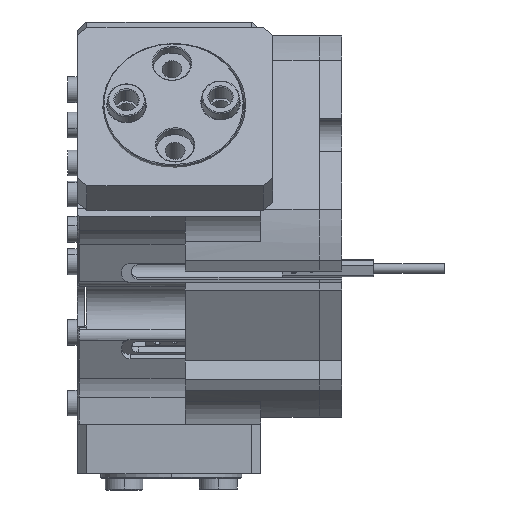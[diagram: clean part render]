
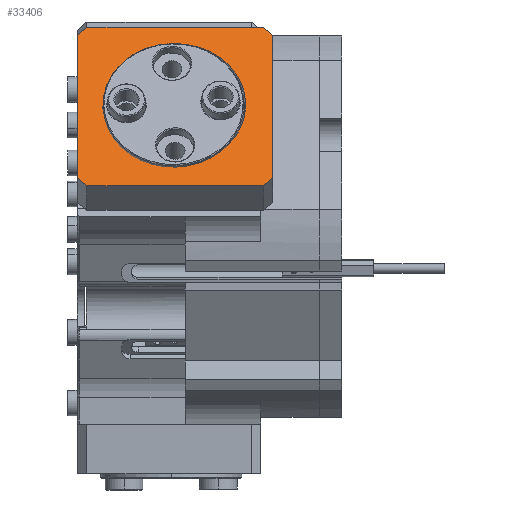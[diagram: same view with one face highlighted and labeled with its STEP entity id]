
A CAD part, left-side view. The second image highlights one B-rep face of the part: STEP entity #33406.
In plain terms, the highlighted face is planar.
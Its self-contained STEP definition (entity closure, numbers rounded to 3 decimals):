
#542 = CARTESIAN_POINT ( 'NONE',  ( 0., -0.45, 10.5 ) ) ;
#1216 = AXIS2_PLACEMENT_3D ( 'NONE', #45342, #23081, #8201 ) ;
#1436 = VECTOR ( 'NONE', #20229, 1000. ) ;
#1857 = VECTOR ( 'NONE', #26034, 1000. ) ;
#2554 = CARTESIAN_POINT ( 'NONE',  ( -20.75, -17.45, 10.5 ) ) ;
#3256 = CARTESIAN_POINT ( 'NONE',  ( -18.75, 19.45, 10.5 ) ) ;
#3354 = AXIS2_PLACEMENT_3D ( 'NONE', #6499, #43655, #40165 ) ;
#3599 = LINE ( 'NONE', #6914, #15261 ) ;
#4730 = ORIENTED_EDGE ( 'NONE', *, *, #5883, .T. ) ;
#5883 = EDGE_CURVE ( 'NONE', #10603, #43869, #8022, .T. ) ;
#6071 = CIRCLE ( 'NONE', #1216, 15. ) ;
#6100 = DIRECTION ( 'NONE',  ( -1., 0., 0. ) ) ;
#6259 = CARTESIAN_POINT ( 'NONE',  ( -15., -0.45, 10.5 ) ) ;
#6499 = CARTESIAN_POINT ( 'NONE',  ( 0., 0., 10.5 ) ) ;
#6914 = CARTESIAN_POINT ( 'NONE',  ( -18.75, -19.45, 10.5 ) ) ;
#7559 = ORIENTED_EDGE ( 'NONE', *, *, #19326, .T. ) ;
#8022 = LINE ( 'NONE', #37014, #35519 ) ;
#8201 = DIRECTION ( 'NONE',  ( -1., 0., 0. ) ) ;
#8685 = ORIENTED_EDGE ( 'NONE', *, *, #30270, .T. ) ;
#9018 = CIRCLE ( 'NONE', #31059, 15. ) ;
#9046 = CARTESIAN_POINT ( 'NONE',  ( 18.75, 19.45, 10.5 ) ) ;
#9252 = VERTEX_POINT ( 'NONE', #25007 ) ;
#9426 = ORIENTED_EDGE ( 'NONE', *, *, #47436, .T. ) ;
#9516 = ORIENTED_EDGE ( 'NONE', *, *, #10594, .F. ) ;
#10594 = EDGE_CURVE ( 'NONE', #44848, #24578, #6071, .T. ) ;
#10603 = VERTEX_POINT ( 'NONE', #33713 ) ;
#10917 = ORIENTED_EDGE ( 'NONE', *, *, #44636, .T. ) ;
#11046 = ORIENTED_EDGE ( 'NONE', *, *, #28991, .T. ) ;
#11179 = CARTESIAN_POINT ( 'NONE',  ( 20.75, -17.45, 10.5 ) ) ;
#12526 = CARTESIAN_POINT ( 'NONE',  ( 20.75, -19.45, 10.5 ) ) ;
#13061 = EDGE_LOOP ( 'NONE', ( #28682, #9516 ) ) ;
#13541 = LINE ( 'NONE', #24695, #30546 ) ;
#14999 = CARTESIAN_POINT ( 'NONE',  ( 18.75, -19.45, 10.5 ) ) ;
#15261 = VECTOR ( 'NONE', #25366, 1000. ) ;
#16462 = FACE_OUTER_BOUND ( 'NONE', #23907, .T. ) ;
#16719 = DIRECTION ( 'NONE',  ( -0.707, 0.707, 0. ) ) ;
#17683 = EDGE_CURVE ( 'NONE', #35618, #9252, #13541, .T. ) ;
#19326 = EDGE_CURVE ( 'NONE', #37669, #10603, #3599, .T. ) ;
#19839 = VERTEX_POINT ( 'NONE', #36918 ) ;
#20229 = DIRECTION ( 'NONE',  ( 0., 1., 0. ) ) ;
#21022 = LINE ( 'NONE', #37610, #30368 ) ;
#22472 = VERTEX_POINT ( 'NONE', #30350 ) ;
#22914 = VECTOR ( 'NONE', #16719, 1000. ) ;
#23081 = DIRECTION ( 'NONE',  ( 0., 0., 1. ) ) ;
#23785 = EDGE_CURVE ( 'NONE', #24954, #22472, #41226, .T. ) ;
#23907 = EDGE_LOOP ( 'NONE', ( #4730, #9426, #39015, #11046, #10917, #43172, #8685, #7559 ) ) ;
#24578 = VERTEX_POINT ( 'NONE', #38528 ) ;
#24688 = LINE ( 'NONE', #9046, #22914 ) ;
#24695 = CARTESIAN_POINT ( 'NONE',  ( -20.75, 17.45, 10.5 ) ) ;
#24954 = VERTEX_POINT ( 'NONE', #11179 ) ;
#25007 = CARTESIAN_POINT ( 'NONE',  ( -20.75, 17.45, 10.5 ) ) ;
#25366 = DIRECTION ( 'NONE',  ( 0.707, -0.707, 0. ) ) ;
#26004 = DIRECTION ( 'NONE',  ( 0., -1., 0. ) ) ;
#26034 = DIRECTION ( 'NONE',  ( 0.707, 0.707, 0. ) ) ;
#26060 = VECTOR ( 'NONE', #6100, 1000. ) ;
#28305 = CARTESIAN_POINT ( 'NONE',  ( -20.75, 19.45, 10.5 ) ) ;
#28682 = ORIENTED_EDGE ( 'NONE', *, *, #38530, .F. ) ;
#28991 = EDGE_CURVE ( 'NONE', #22472, #19839, #24688, .T. ) ;
#30270 = EDGE_CURVE ( 'NONE', #9252, #37669, #21022, .T. ) ;
#30350 = CARTESIAN_POINT ( 'NONE',  ( 20.75, 17.45, 10.5 ) ) ;
#30368 = VECTOR ( 'NONE', #26004, 1000. ) ;
#30546 = VECTOR ( 'NONE', #46471, 1000. ) ;
#31059 = AXIS2_PLACEMENT_3D ( 'NONE', #542, #34548, #34070 ) ;
#32819 = PLANE ( 'NONE',  #3354 ) ;
#33406 = ADVANCED_FACE ( 'NONE', ( #46327, #16462 ), #32819, .F. ) ;
#33713 = CARTESIAN_POINT ( 'NONE',  ( -18.75, -19.45, 10.5 ) ) ;
#34070 = DIRECTION ( 'NONE',  ( -1., 0., 0. ) ) ;
#34548 = DIRECTION ( 'NONE',  ( 0., 0., 1. ) ) ;
#35519 = VECTOR ( 'NONE', #46057, 1000. ) ;
#35618 = VERTEX_POINT ( 'NONE', #3256 ) ;
#36009 = LINE ( 'NONE', #28305, #26060 ) ;
#36918 = CARTESIAN_POINT ( 'NONE',  ( 18.75, 19.45, 10.5 ) ) ;
#37014 = CARTESIAN_POINT ( 'NONE',  ( -20.75, -19.45, 10.5 ) ) ;
#37610 = CARTESIAN_POINT ( 'NONE',  ( -20.75, -19.45, 10.5 ) ) ;
#37669 = VERTEX_POINT ( 'NONE', #2554 ) ;
#38121 = LINE ( 'NONE', #45020, #1857 ) ;
#38528 = CARTESIAN_POINT ( 'NONE',  ( 15., -0.45, 10.5 ) ) ;
#38530 = EDGE_CURVE ( 'NONE', #24578, #44848, #9018, .T. ) ;
#39015 = ORIENTED_EDGE ( 'NONE', *, *, #23785, .T. ) ;
#40165 = DIRECTION ( 'NONE',  ( -1., 0., 0. ) ) ;
#41226 = LINE ( 'NONE', #12526, #1436 ) ;
#43172 = ORIENTED_EDGE ( 'NONE', *, *, #17683, .T. ) ;
#43655 = DIRECTION ( 'NONE',  ( 0., 0., -1. ) ) ;
#43869 = VERTEX_POINT ( 'NONE', #14999 ) ;
#44636 = EDGE_CURVE ( 'NONE', #19839, #35618, #36009, .T. ) ;
#44848 = VERTEX_POINT ( 'NONE', #6259 ) ;
#45020 = CARTESIAN_POINT ( 'NONE',  ( 20.75, -17.45, 10.5 ) ) ;
#45342 = CARTESIAN_POINT ( 'NONE',  ( 0., -0.45, 10.5 ) ) ;
#46057 = DIRECTION ( 'NONE',  ( 1., 0., 0. ) ) ;
#46327 = FACE_BOUND ( 'NONE', #13061, .T. ) ;
#46471 = DIRECTION ( 'NONE',  ( -0.707, -0.707, 0. ) ) ;
#47436 = EDGE_CURVE ( 'NONE', #43869, #24954, #38121, .T. ) ;
